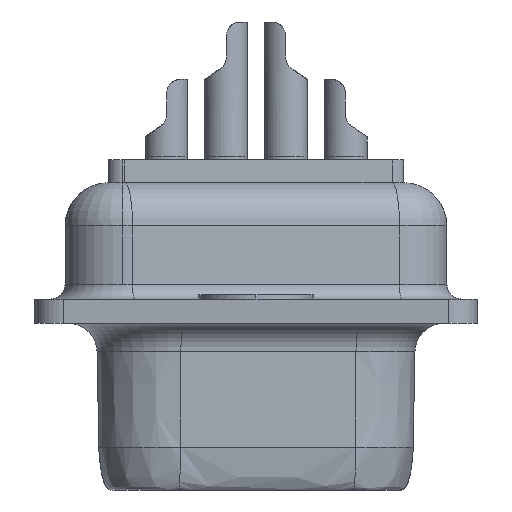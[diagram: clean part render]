
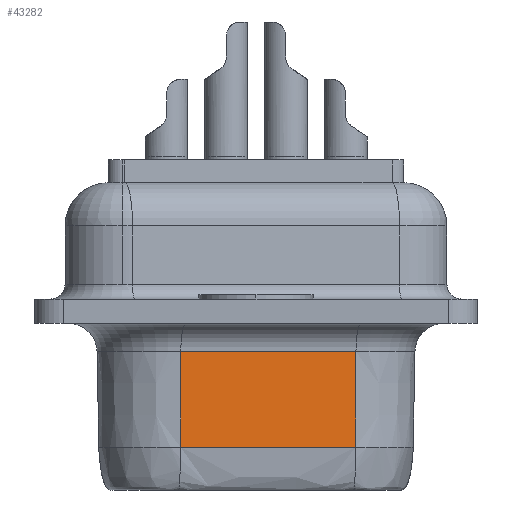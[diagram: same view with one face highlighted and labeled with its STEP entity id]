
A CAD part, left-side view. The second image highlights one B-rep face of the part: STEP entity #43282.
In plain terms, the highlighted planar face has unit normal (-0.985, -0.174, -0.018).
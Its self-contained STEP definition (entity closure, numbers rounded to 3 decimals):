
#1115 = CARTESIAN_POINT ( 'NONE',  ( -25.089, -3.471, 1.493 ) ) ;
#2891 = CARTESIAN_POINT ( 'NONE',  ( -25.447, -1.438, 1.493 ) ) ;
#5994 = AXIS2_PLACEMENT_3D ( 'NONE', #56291, #6721, #32310 ) ;
#6721 = DIRECTION ( 'NONE',  ( -0.985, -0.174, -0.017 ) ) ;
#8836 = EDGE_CURVE ( 'NONE', #70873, #64128, #28068, .T. ) ;
#9282 = CARTESIAN_POINT ( 'NONE',  ( -25.146, -3.481, 4.817 ) ) ;
#13808 = CARTESIAN_POINT ( 'NONE',  ( -26.164, 2.629, 1.493 ) ) ;
#15476 = CARTESIAN_POINT ( 'NONE',  ( -25.806, 0.595, 1.493 ) ) ;
#16261 = ORIENTED_EDGE ( 'NONE', *, *, #8836, .F. ) ;
#18074 = ORIENTED_EDGE ( 'NONE', *, *, #46617, .T. ) ;
#18613 = DIRECTION ( 'NONE',  ( 0.017, 0.003, -1. ) ) ;
#19289 = CARTESIAN_POINT ( 'NONE',  ( -26.164, 2.629, 1.493 ) ) ;
#27312 = ORIENTED_EDGE ( 'NONE', *, *, #54528, .T. ) ;
#28068 = LINE ( 'NONE', #53679, #70656 ) ;
#28699 = B_SPLINE_CURVE_WITH_KNOTS ( 'NONE', 3,
 ( #13808, #15476, #2891, #39398 ),
 .UNSPECIFIED., .F., .F.,
 ( 4, 4 ),
 ( 0., 1. ),
 .UNSPECIFIED. ) ;
#31941 = CARTESIAN_POINT ( 'NONE',  ( -26.221, 2.619, 4.817 ) ) ;
#32218 = EDGE_CURVE ( 'NONE', #80726, #55605, #50483, .T. ) ;
#32310 = DIRECTION ( 'NONE',  ( 0.174, -0.985, 0. ) ) ;
#35470 = LINE ( 'NONE', #40931, #59919 ) ;
#36454 = EDGE_LOOP ( 'NONE', ( #51264, #27312, #16261, #18074 ) ) ;
#38611 = PLANE ( 'NONE',  #5994 ) ;
#39398 = CARTESIAN_POINT ( 'NONE',  ( -25.089, -3.471, 1.493 ) ) ;
#40931 = CARTESIAN_POINT ( 'NONE',  ( -26.221, 2.619, 4.817 ) ) ;
#43282 = ADVANCED_FACE ( 'NONE', ( #75197 ), #38611, .T. ) ;
#46617 = EDGE_CURVE ( 'NONE', #70873, #80726, #35470, .T. ) ;
#50483 = LINE ( 'NONE', #76114, #66557 ) ;
#51264 = ORIENTED_EDGE ( 'NONE', *, *, #32218, .T. ) ;
#53679 = CARTESIAN_POINT ( 'NONE',  ( -25.063, -3.467, 0. ) ) ;
#54528 = EDGE_CURVE ( 'NONE', #55605, #64128, #28699, .T. ) ;
#55605 = VERTEX_POINT ( 'NONE', #19289 ) ;
#56291 = CARTESIAN_POINT ( 'NONE',  ( -26.139, 2.633, 0. ) ) ;
#59919 = VECTOR ( 'NONE', #60280, 1000. ) ;
#60280 = DIRECTION ( 'NONE',  ( -0.174, 0.985, 0. ) ) ;
#64128 = VERTEX_POINT ( 'NONE', #1115 ) ;
#66557 = VECTOR ( 'NONE', #18613, 1000. ) ;
#70656 = VECTOR ( 'NONE', #79307, 1000. ) ;
#70873 = VERTEX_POINT ( 'NONE', #9282 ) ;
#75197 = FACE_OUTER_BOUND ( 'NONE', #36454, .T. ) ;
#76114 = CARTESIAN_POINT ( 'NONE',  ( -26.139, 2.633, 0. ) ) ;
#79307 = DIRECTION ( 'NONE',  ( 0.017, 0.003, -1. ) ) ;
#80726 = VERTEX_POINT ( 'NONE', #31941 ) ;
